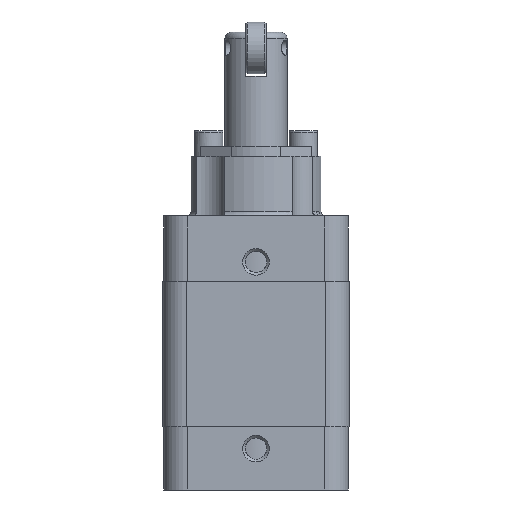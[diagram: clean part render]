
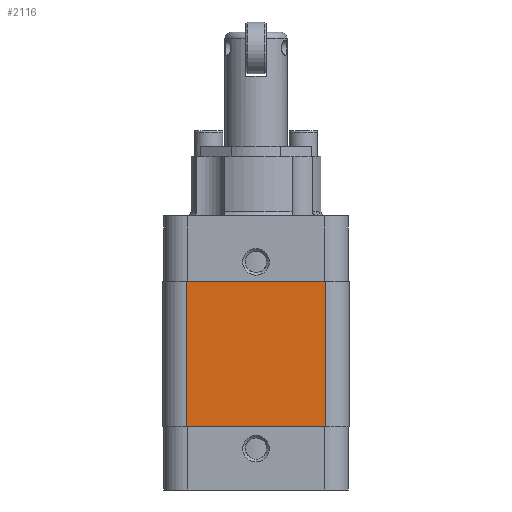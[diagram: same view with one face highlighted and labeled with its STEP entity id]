
A CAD part, left-side view. The second image highlights one B-rep face of the part: STEP entity #2116.
In plain terms, the highlighted planar face has unit normal (-1, 0, 0).
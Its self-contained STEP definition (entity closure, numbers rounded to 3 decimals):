
#390 = VERTEX_POINT ( 'NONE', #5195 ) ;
#391 = VERTEX_POINT ( 'NONE', #5196 ) ;
#444 = VERTEX_POINT ( 'NONE', #5249 ) ;
#445 = VERTEX_POINT ( 'NONE', #5250 ) ;
#1333 = EDGE_CURVE ( 'NONE', #444, #445, #5746, .T. ) ;
#1436 = EDGE_CURVE ( 'NONE', #390, #391, #5899, .T. ) ;
#1484 = EDGE_CURVE ( 'NONE', #444, #390, #5989, .T. ) ;
#1485 = EDGE_CURVE ( 'NONE', #445, #391, #5991, .T. ) ;
#1907 = EDGE_LOOP ( 'NONE', ( #2070, #2071, #2072, #2073 ) ) ;
#2070 = ORIENTED_EDGE ( 'NONE', *, *, #1333, .T. ) ;
#2071 = ORIENTED_EDGE ( 'NONE', *, *, #1485, .T. ) ;
#2072 = ORIENTED_EDGE ( 'NONE', *, *, #1436, .F. ) ;
#2073 = ORIENTED_EDGE ( 'NONE', *, *, #1484, .F. ) ;
#2116 = ADVANCED_FACE ( 'NONE', ( #9995 ), #10527, .T. ) ;
#5195 = CARTESIAN_POINT ( 'NONE',  ( -18., 13.5, 34.2 ) ) ;
#5196 = CARTESIAN_POINT ( 'NONE',  ( -18., -13.5, 34.2 ) ) ;
#5249 = CARTESIAN_POINT ( 'NONE',  ( -18., 13.5, 6.1 ) ) ;
#5250 = CARTESIAN_POINT ( 'NONE',  ( -18., -13.5, 6.1 ) ) ;
#5746 = LINE ( 'NONE', #6889, #5747 ) ;
#5747 = VECTOR ( 'NONE', #6890, 1000. ) ;
#5896 = VECTOR ( 'NONE', #7149, 1000. ) ;
#5899 = LINE ( 'NONE', #7148, #5896 ) ;
#5989 = LINE ( 'NONE', #7248, #5990 ) ;
#5990 = VECTOR ( 'NONE', #7249, 1000. ) ;
#5991 = LINE ( 'NONE', #7250, #5992 ) ;
#5992 = VECTOR ( 'NONE', #7251, 1000. ) ;
#6889 = CARTESIAN_POINT ( 'NONE',  ( -18., 6.75, 6.1 ) ) ;
#6890 = DIRECTION ( 'NONE',  ( 0., -1., 0. ) ) ;
#7148 = CARTESIAN_POINT ( 'NONE',  ( -18., 13.5, 34.2 ) ) ;
#7149 = DIRECTION ( 'NONE',  ( 0., -1., 0. ) ) ;
#7248 = CARTESIAN_POINT ( 'NONE',  ( -18., 13.5, 19.5 ) ) ;
#7249 = DIRECTION ( 'NONE',  ( 0., 0., 1. ) ) ;
#7250 = CARTESIAN_POINT ( 'NONE',  ( -18., -13.5, 19.5 ) ) ;
#7251 = DIRECTION ( 'NONE',  ( 0., 0., 1. ) ) ;
#9452 = AXIS2_PLACEMENT_3D ( 'NONE', #10526, #10529, #10530 ) ;
#9995 = FACE_OUTER_BOUND ( 'NONE', #1907, .T. ) ;
#10526 = CARTESIAN_POINT ( 'NONE',  ( -18., 13.5, 12.75 ) ) ;
#10527 = PLANE ( 'NONE',  #9452 ) ;
#10529 = DIRECTION ( 'NONE',  ( -1., 0., 0. ) ) ;
#10530 = DIRECTION ( 'NONE',  ( 0., 0.707, 0.707 ) ) ;
